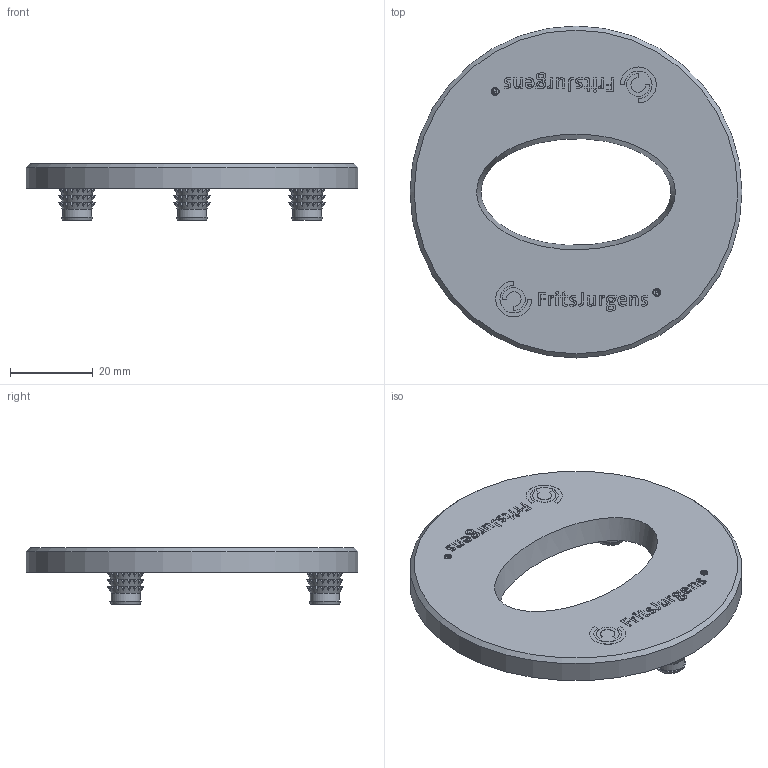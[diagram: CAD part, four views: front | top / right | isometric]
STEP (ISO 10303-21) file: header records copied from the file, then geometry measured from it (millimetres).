
FILE_DESCRIPTION (( 'STEP AP214' ), '1' );
FILE_NAME ('201806_Floorplate_SystemOne-3_round.STEP', '2020-06-23T13:30:24', ( '' ), ( '' ), 'SwSTEP 2.0', 'SolidWorks 2020', '' );
FILE_SCHEMA (( 'AUTOMOTIVE_DESIGN' ));
Length unit declared in the file: millimetre
Products named in the file (1): 201806_Floorplate_SystemOne-3_round
Bounding box: 80 x 80 x 13.7 mm (x, y, z)
Volume: 24961.8 mm3; surface area: 11202.9 mm2
Topology: 1 solids, 4 shells, 907 faces, 2523 edges, 1680 vertices
Faces by surface type: plane 608, cylinder 276, cone 22, bspline 1
Full cylindrical faces by diameter (mm): 1.55 x2, 1.85 x2, 4.8 x6, 7 x3, 80 x1
Entity records: 30746 total; most frequent: CARTESIAN_POINT 7643, ORIENTED_EDGE 4928, DIRECTION 4682, EDGE_CURVE 2464, VERTEX_POINT 1658, AXIS2_PLACEMENT_3D 1637, VECTOR 1408, LINE 1408
